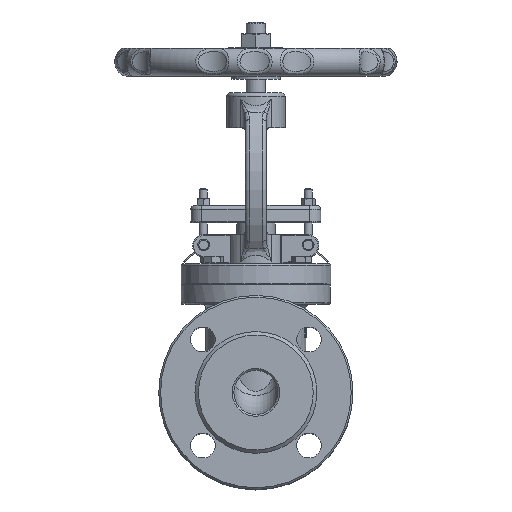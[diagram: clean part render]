
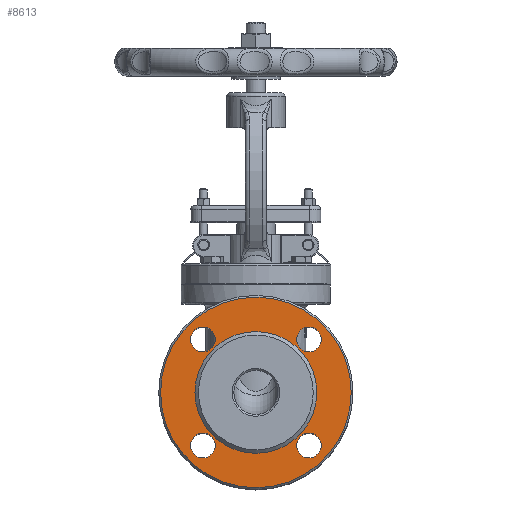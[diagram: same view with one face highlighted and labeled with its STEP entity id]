
A CAD part, top view. The second image highlights one B-rep face of the part: STEP entity #8613.
In plain terms, the highlighted planar face has unit normal (0, 0, 1).
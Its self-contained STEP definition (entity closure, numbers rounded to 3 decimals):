
#1537=FACE_BOUND('',#2447,.T.);
#1538=FACE_BOUND('',#2448,.T.);
#1539=FACE_BOUND('',#2449,.T.);
#1540=FACE_BOUND('',#2450,.T.);
#1541=FACE_BOUND('',#2451,.T.);
#1647=PLANE('',#9364);
#1884=FACE_OUTER_BOUND('',#2446,.T.);
#2446=EDGE_LOOP('',(#6169));
#2447=EDGE_LOOP('',(#6170));
#2448=EDGE_LOOP('',(#6171));
#2449=EDGE_LOOP('',(#6172));
#2450=EDGE_LOOP('',(#6173));
#2451=EDGE_LOOP('',(#6174));
#3000=CIRCLE('',#9363,54.);
#3001=CIRCLE('',#9365,34.5);
#3002=CIRCLE('',#9366,7.);
#3003=CIRCLE('',#9367,7.);
#3004=CIRCLE('',#9368,7.);
#3005=CIRCLE('',#9369,7.);
#3624=VERTEX_POINT('',#16677);
#3625=VERTEX_POINT('',#16681);
#3626=VERTEX_POINT('',#16683);
#3627=VERTEX_POINT('',#16685);
#3628=VERTEX_POINT('',#16687);
#3629=VERTEX_POINT('',#16689);
#4540=EDGE_CURVE('',#3624,#3624,#3000,.T.);
#4542=EDGE_CURVE('',#3625,#3625,#3001,.T.);
#4543=EDGE_CURVE('',#3626,#3626,#3002,.T.);
#4544=EDGE_CURVE('',#3627,#3627,#3003,.T.);
#4545=EDGE_CURVE('',#3628,#3628,#3004,.T.);
#4546=EDGE_CURVE('',#3629,#3629,#3005,.T.);
#6169=ORIENTED_EDGE('',*,*,#4540,.F.);
#6170=ORIENTED_EDGE('',*,*,#4542,.F.);
#6171=ORIENTED_EDGE('',*,*,#4543,.T.);
#6172=ORIENTED_EDGE('',*,*,#4544,.T.);
#6173=ORIENTED_EDGE('',*,*,#4545,.T.);
#6174=ORIENTED_EDGE('',*,*,#4546,.T.);
#8613=ADVANCED_FACE('',(#1884,#1537,#1538,#1539,#1540,#1541),#1647,.T.);
#9363=AXIS2_PLACEMENT_3D('',#16678,#10649,#10650);
#9364=AXIS2_PLACEMENT_3D('',#16680,#10652,#10653);
#9365=AXIS2_PLACEMENT_3D('',#16682,#10654,#10655);
#9366=AXIS2_PLACEMENT_3D('',#16684,#10656,#10657);
#9367=AXIS2_PLACEMENT_3D('',#16686,#10658,#10659);
#9368=AXIS2_PLACEMENT_3D('',#16688,#10660,#10661);
#9369=AXIS2_PLACEMENT_3D('',#16690,#10662,#10663);
#10649=DIRECTION('center_axis',(0.,0.,-1.));
#10650=DIRECTION('ref_axis',(-1.,0.,0.));
#10652=DIRECTION('center_axis',(0.,0.,1.));
#10653=DIRECTION('ref_axis',(1.,0.,0.));
#10654=DIRECTION('center_axis',(0.,0.,1.));
#10655=DIRECTION('ref_axis',(-1.,0.,0.));
#10656=DIRECTION('center_axis',(0.,0.,-1.));
#10657=DIRECTION('ref_axis',(-1.,0.,0.));
#10658=DIRECTION('center_axis',(0.,0.,-1.));
#10659=DIRECTION('ref_axis',(-1.,0.,0.));
#10660=DIRECTION('center_axis',(0.,0.,-1.));
#10661=DIRECTION('ref_axis',(-1.,0.,0.));
#10662=DIRECTION('center_axis',(0.,0.,-1.));
#10663=DIRECTION('ref_axis',(-1.,0.,0.));
#16677=CARTESIAN_POINT('',(54.,0.,16.));
#16678=CARTESIAN_POINT('Origin',(0.,0.,16.));
#16680=CARTESIAN_POINT('Origin',(0.,0.,16.));
#16681=CARTESIAN_POINT('',(34.5,0.,16.));
#16682=CARTESIAN_POINT('Origin',(0.,0.,16.));
#16683=CARTESIAN_POINT('',(37.052,30.052,16.));
#16684=CARTESIAN_POINT('Origin',(30.052,30.052,16.));
#16685=CARTESIAN_POINT('',(-23.052,30.052,16.));
#16686=CARTESIAN_POINT('Origin',(-30.052,30.052,16.));
#16687=CARTESIAN_POINT('',(-23.052,-30.052,16.));
#16688=CARTESIAN_POINT('Origin',(-30.052,-30.052,16.));
#16689=CARTESIAN_POINT('',(37.052,-30.052,16.));
#16690=CARTESIAN_POINT('Origin',(30.052,-30.052,16.));
